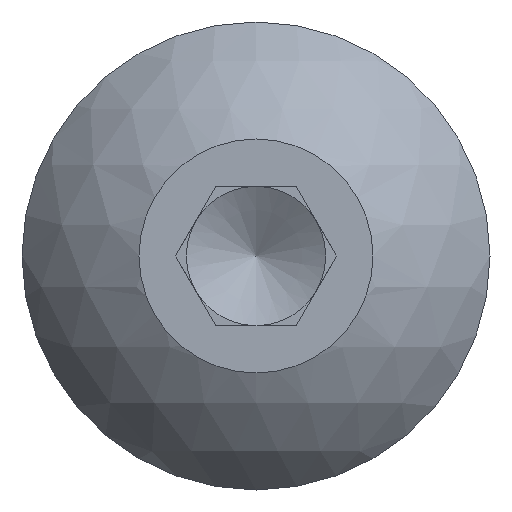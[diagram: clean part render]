
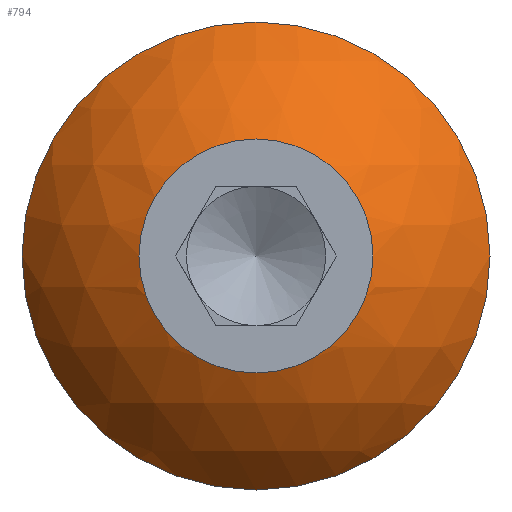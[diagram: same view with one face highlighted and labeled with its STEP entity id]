
A CAD part, left-side view. The second image highlights one B-rep face of the part: STEP entity #794.
In plain terms, the highlighted spherical face has radius 3.925 mm.
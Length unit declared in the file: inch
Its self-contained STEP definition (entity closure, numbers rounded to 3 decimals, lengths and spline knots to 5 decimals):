
#33=FACE_BOUND('',#138,.T.);
#36=SPHERICAL_SURFACE('',#866,0.15452);
#90=FACE_OUTER_BOUND('',#137,.T.);
#137=EDGE_LOOP('',(#609));
#138=EDGE_LOOP('',(#610));
#171=CIRCLE('',#864,0.131);
#173=CIRCLE('',#867,0.0655);
#366=VERTEX_POINT('',#2318);
#368=VERTEX_POINT('',#2324);
#464=EDGE_CURVE('',#366,#366,#171,.T.);
#467=EDGE_CURVE('',#368,#368,#173,.T.);
#609=ORIENTED_EDGE('',*,*,#464,.T.);
#610=ORIENTED_EDGE('',*,*,#467,.F.);
#794=ADVANCED_FACE('',(#90,#33),#36,.T.);
#864=AXIS2_PLACEMENT_3D('',#2319,#983,#984);
#866=AXIS2_PLACEMENT_3D('',#2323,#988,#989);
#867=AXIS2_PLACEMENT_3D('',#2325,#990,#991);
#983=DIRECTION('center_axis',(-1.,0.,0.));
#984=DIRECTION('ref_axis',(0.,0.,1.));
#988=DIRECTION('center_axis',(0.,0.,-1.));
#989=DIRECTION('ref_axis',(0.,1.,0.));
#990=DIRECTION('center_axis',(-1.,0.,0.));
#991=DIRECTION('ref_axis',(0.,0.,1.));
#2318=CARTESIAN_POINT('',(0.058,0.,-0.131));
#2319=CARTESIAN_POINT('Origin',(0.058,0.,0.));
#2323=CARTESIAN_POINT('Origin',(0.13995,0.,
0.));
#2324=CARTESIAN_POINT('',(0.,0.0655,0.));
#2325=CARTESIAN_POINT('Origin',(0.,0.,0.));
